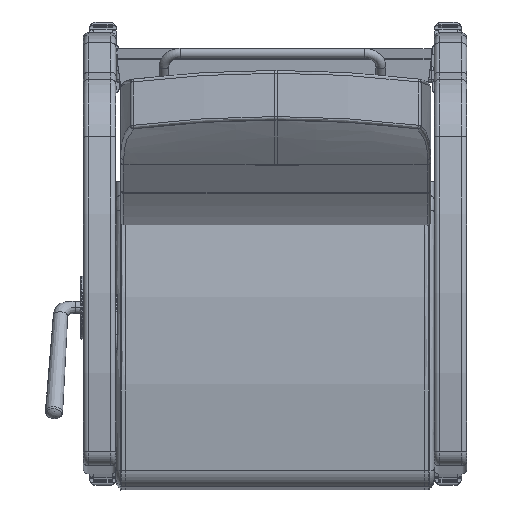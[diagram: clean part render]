
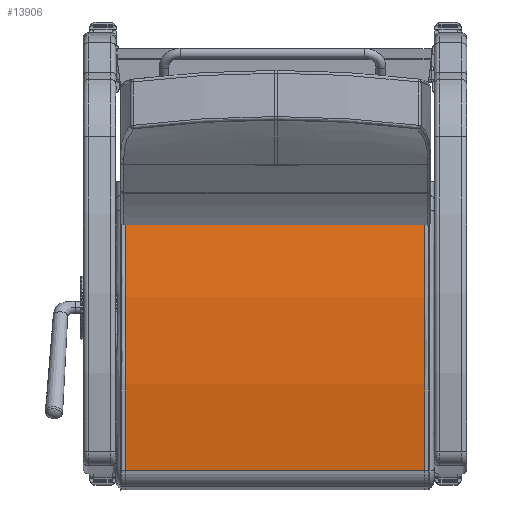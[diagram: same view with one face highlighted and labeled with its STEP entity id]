
A CAD part, front view. The second image highlights one B-rep face of the part: STEP entity #13906.
In plain terms, the highlighted free-form (B-spline) face has degree [1, 2] with [2, 3] control points.
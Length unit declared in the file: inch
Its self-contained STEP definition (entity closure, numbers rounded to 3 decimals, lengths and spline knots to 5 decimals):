
#441=(
BOUNDED_SURFACE()
B_SPLINE_SURFACE(1,2,((#35243,#35244,#35245),(#35246,#35247,#35248)),
 .UNSPECIFIED.,.F.,.F.,.F.)
B_SPLINE_SURFACE_WITH_KNOTS((2,2),(3,3),(-0.19254,0.19254),
(1.36178,1.69928),.UNSPECIFIED.)
GEOMETRIC_REPRESENTATION_ITEM()
RATIONAL_B_SPLINE_SURFACE(((1.,0.986,1.),(1.,0.986,
1.)))
REPRESENTATION_ITEM('')
SURFACE()
);
#898=ELLIPSE('',#15229,60.05357,60.);
#910=ELLIPSE('',#15271,60.05357,60.);
#1642=LINE('',#35242,#2528);
#1643=LINE('',#35249,#2529);
#2528=VECTOR('',#17850,0.3937);
#2529=VECTOR('',#17851,0.3937);
#3444=FACE_OUTER_BOUND('',#4369,.T.);
#4369=EDGE_LOOP('',(#10565,#10566,#10567,#10568));
#6456=VERTEX_POINT('',#34415);
#6457=VERTEX_POINT('',#34438);
#6497=VERTEX_POINT('',#34655);
#6498=VERTEX_POINT('',#34678);
#7888=EDGE_CURVE('',#6457,#6456,#898,.T.);
#7947=EDGE_CURVE('',#6498,#6497,#910,.T.);
#8027=EDGE_CURVE('',#6456,#6498,#1642,.T.);
#8028=EDGE_CURVE('',#6457,#6497,#1643,.T.);
#10565=ORIENTED_EDGE('',*,*,#7888,.F.);
#10566=ORIENTED_EDGE('',*,*,#8028,.T.);
#10567=ORIENTED_EDGE('',*,*,#7947,.F.);
#10568=ORIENTED_EDGE('',*,*,#8027,.F.);
#13906=ADVANCED_FACE('',(#3444),#441,.F.);
#15229=AXIS2_PLACEMENT_3D('',#34440,#17603,#17604);
#15271=AXIS2_PLACEMENT_3D('',#34680,#17712,#17713);
#17603=DIRECTION('center_axis',(0.,0.,-1.));
#17604=DIRECTION('ref_axis',(1.,0.,0.));
#17712=DIRECTION('center_axis',(0.,0.,1.));
#17713=DIRECTION('ref_axis',(1.,0.,0.));
#17850=DIRECTION('',(0.,0.,1.));
#17851=DIRECTION('',(0.,0.,1.));
#34415=CARTESIAN_POINT('',(10.1114,0.44486,-11.5625));
#34438=CARTESIAN_POINT('',(-10.04459,1.25621,-11.5625));
#34440=CARTESIAN_POINT('Origin',(-2.34979,-58.24922,-11.5625));
#34655=CARTESIAN_POINT('',(-10.04459,1.25621,11.5625));
#34678=CARTESIAN_POINT('',(10.1114,0.44486,11.5625));
#34680=CARTESIAN_POINT('Origin',(-2.34979,-58.24922,11.5625));
#35242=CARTESIAN_POINT('',(10.1114,0.44486,0.));
#35243=CARTESIAN_POINT('Ctrl Pts',(10.1114,0.44486,-11.5625));
#35244=CARTESIAN_POINT('Ctrl Pts',(0.10258,2.56602,-11.5625));
#35245=CARTESIAN_POINT('Ctrl Pts',(-10.04459,1.25621,-11.5625));
#35246=CARTESIAN_POINT('Ctrl Pts',(10.1114,0.44486,11.5625));
#35247=CARTESIAN_POINT('Ctrl Pts',(0.10258,2.56602,11.5625));
#35248=CARTESIAN_POINT('Ctrl Pts',(-10.04459,1.25621,11.5625));
#35249=CARTESIAN_POINT('',(-10.04459,1.25621,0.));
